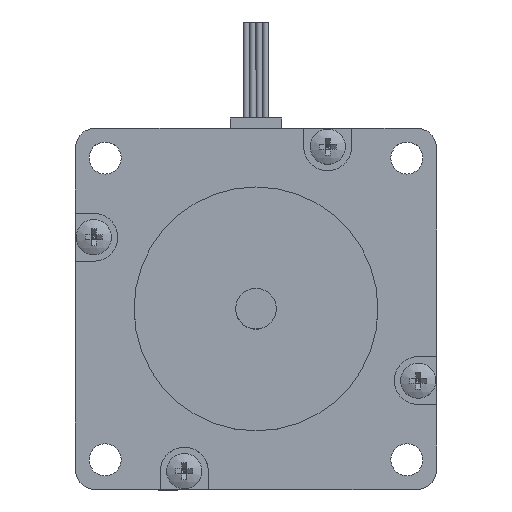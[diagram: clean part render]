
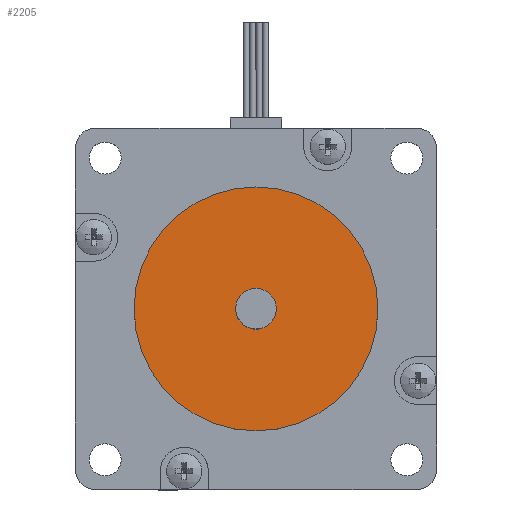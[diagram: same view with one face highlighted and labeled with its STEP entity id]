
A CAD part, top view. The second image highlights one B-rep face of the part: STEP entity #2205.
In plain terms, the highlighted planar face has unit normal (0, 0, 1).
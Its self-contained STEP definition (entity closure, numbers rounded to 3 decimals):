
#2178=CARTESIAN_POINT('',(0.,0.,6.3));
#2179=DIRECTION('',(0.0,0.0,-1.0));
#2180=DIRECTION('',(-1.0,0.0,0.0));
#2181=AXIS2_PLACEMENT_3D('',#2178,#2179,#2180);
#2182=PLANE('',#2181);
#2183=CARTESIAN_POINT('',(19.05,0.,6.3));
#2184=VERTEX_POINT('',#2183);
#2185=CARTESIAN_POINT('',(0.,0.,6.3));
#2186=DIRECTION('',(0.0,0.0,-1.0));
#2187=DIRECTION('',(-1.0,0.0,0.0));
#2188=AXIS2_PLACEMENT_3D('',#2185,#2186,#2187);
#2189=CIRCLE('',#2188,19.05);
#2190=EDGE_CURVE('',#2184,#2184,#2189,.T.);
#2191=ORIENTED_EDGE('',*,*,#2190,.F.);
#2192=EDGE_LOOP('',(#2191));
#2193=FACE_OUTER_BOUND('',#2192,.T.);
#2194=CARTESIAN_POINT('',(3.088,0.74,6.3));
#2195=VERTEX_POINT('',#2194);
#2196=CARTESIAN_POINT('',(0.,0.,6.3));
#2197=DIRECTION('',(0.,0.,-1.0));
#2198=DIRECTION('',(-0.972,-0.233,0.));
#2199=AXIS2_PLACEMENT_3D('',#2196,#2197,#2198);
#2200=CIRCLE('',#2199,3.175);
#2201=EDGE_CURVE('',#2195,#2195,#2200,.T.);
#2202=ORIENTED_EDGE('',*,*,#2201,.T.);
#2203=EDGE_LOOP('',(#2202));
#2204=FACE_BOUND('',#2203,.T.);
#2205=ADVANCED_FACE('',(#2193,#2204),#2182,.F.);
